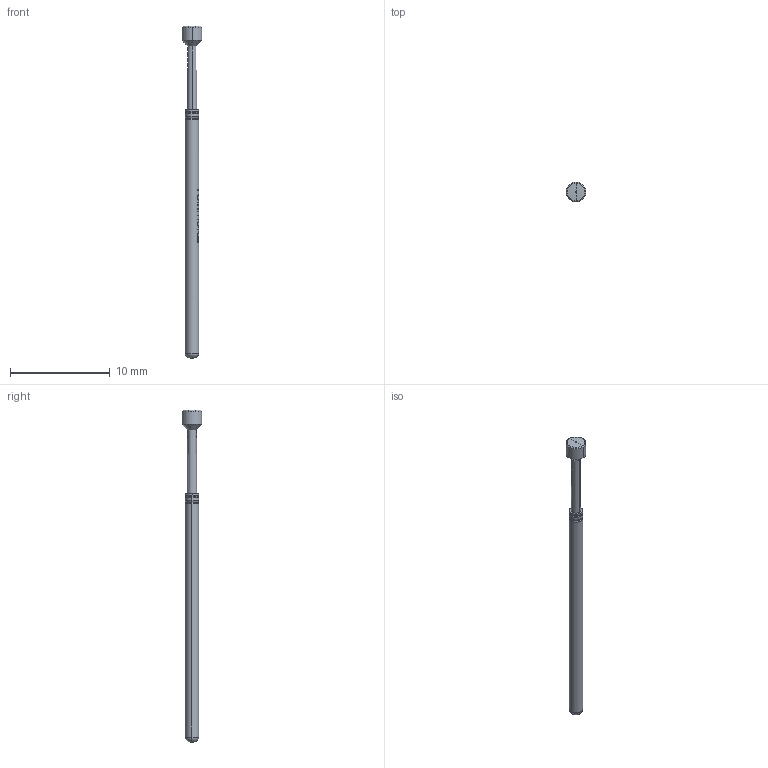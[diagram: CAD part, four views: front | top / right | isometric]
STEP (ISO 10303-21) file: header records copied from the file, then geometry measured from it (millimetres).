
FILE_DESCRIPTION (( 'STEP AP214' ), '1' );
FILE_NAME ('MOD-L10019B200Gxxx.STEP', '2021-04-15T11:11:04', ( 'Installadmin' ), ( 'Hewlett-Packard Company' ), 'SwSTEP 2.0', 'SolidWorks 2020', '' );
FILE_SCHEMA (( 'AUTOMOTIVE_DESIGN' ));
Length unit declared in the file: millimetre
Products named in the file (1): MOD-L10019B200Gxxx
Bounding box: 2 x 2 x 33.3 mm (x, y, z)
Volume: 46.3 mm3; surface area: 143.2 mm2
Topology: 1 solids, 1 shells, 182 faces, 515 edges, 335 vertices
Faces by surface type: plane 64, bspline 51, cylinder 49, torus 12, cone 6
Entity records: 8840 total; most frequent: CARTESIAN_POINT 4162, ORIENTED_EDGE 1026, DIRECTION 702, EDGE_CURVE 513, VERTEX_POINT 335, AXIS2_PLACEMENT_3D 268, B_SPLINE_CURVE_WITH_KNOTS 211, EDGE_LOOP 184
